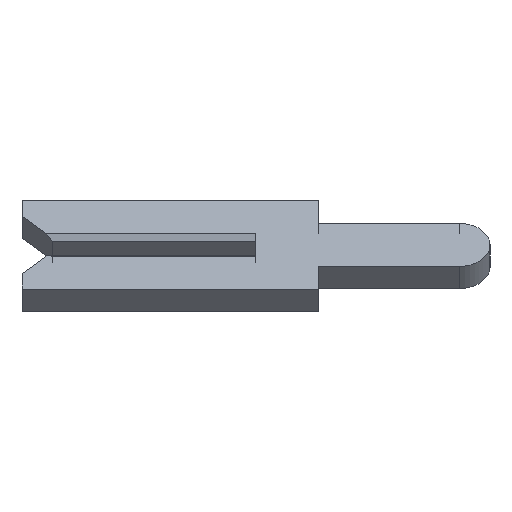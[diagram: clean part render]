
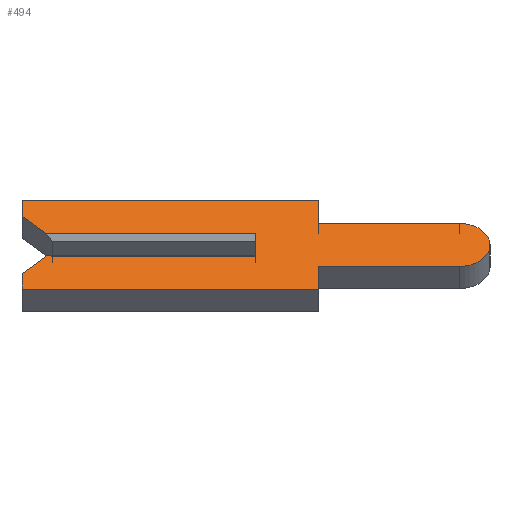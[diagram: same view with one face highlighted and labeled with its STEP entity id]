
A CAD part, left-side view. The second image highlights one B-rep face of the part: STEP entity #494.
In plain terms, the highlighted face is planar.
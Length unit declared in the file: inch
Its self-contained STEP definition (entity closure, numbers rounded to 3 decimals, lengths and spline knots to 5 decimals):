
#10 = CARTESIAN_POINT ( 'NONE',  ( -0.01, -0.1305, 0.0195 ) ) ;
#18 = DIRECTION ( 'NONE',  ( 0., 0., -1. ) ) ;
#22 = CARTESIAN_POINT ( 'NONE',  ( -0.01, 0.15, 0.04 ) ) ;
#28 = EDGE_CURVE ( 'NONE', #539, #1295, #42, .T. ) ;
#32 = CARTESIAN_POINT ( 'NONE',  ( -0.01, 0.134, -0.01 ) ) ;
#42 = LINE ( 'NONE', #989, #92 ) ;
#56 = EDGE_CURVE ( 'NONE', #152, #1786, #1262, .T. ) ;
#76 = VERTEX_POINT ( 'NONE', #1466 ) ;
#92 = VECTOR ( 'NONE', #401, 39.37008 ) ;
#113 = LINE ( 'NONE', #1670, #1031 ) ;
#116 = DIRECTION ( 'NONE',  ( 0., 0., 1. ) ) ;
#131 = EDGE_CURVE ( 'NONE', #1786, #1176, #877, .T. ) ;
#152 = VERTEX_POINT ( 'NONE', #267 ) ;
#162 = DIRECTION ( 'NONE',  ( 1., 0., 0. ) ) ;
#192 = CARTESIAN_POINT ( 'NONE',  ( -0.01, -0.04, 0.04 ) ) ;
#231 = EDGE_CURVE ( 'NONE', #1415, #927, #1318, .T. ) ;
#254 = EDGE_CURVE ( 'NONE', #585, #539, #1190, .T. ) ;
#267 = CARTESIAN_POINT ( 'NONE',  ( -0.01, 0.15, -0.04 ) ) ;
#372 = VECTOR ( 'NONE', #1443, 39.37008 ) ;
#379 = AXIS2_PLACEMENT_3D ( 'NONE', #1884, #984, #1791 ) ;
#392 = CARTESIAN_POINT ( 'NONE',  ( -0.01, -0.04, 0.0195 ) ) ;
#394 = EDGE_LOOP ( 'NONE', ( #1018, #418, #1770, #607, #1809, #1246, #566, #1829, #1218, #1349, #1297, #1127, #519, #1610 ) ) ;
#401 = DIRECTION ( 'NONE',  ( 0., 1., 0. ) ) ;
#410 = VECTOR ( 'NONE', #464, 39.37008 ) ;
#418 = ORIENTED_EDGE ( 'NONE', *, *, #742, .F. ) ;
#441 = VERTEX_POINT ( 'NONE', #1773 ) ;
#464 = DIRECTION ( 'NONE',  ( 0., -1., 0. ) ) ;
#465 = VERTEX_POINT ( 'NONE', #1641 ) ;
#472 = CARTESIAN_POINT ( 'NONE',  ( -0.01, -0.1305, -0.01 ) ) ;
#494 = ADVANCED_FACE ( 'NONE', ( #1880 ), #886, .F. ) ;
#509 = CARTESIAN_POINT ( 'NONE',  ( -0.01, 0.15, 0.026 ) ) ;
#513 = VERTEX_POINT ( 'NONE', #1625 ) ;
#516 = LINE ( 'NONE', #771, #1482 ) ;
#519 = ORIENTED_EDGE ( 'NONE', *, *, #231, .F. ) ;
#520 = VECTOR ( 'NONE', #584, 39.37008 ) ;
#539 = VERTEX_POINT ( 'NONE', #1489 ) ;
#566 = ORIENTED_EDGE ( 'NONE', *, *, #916, .F. ) ;
#584 = DIRECTION ( 'NONE',  ( 0., -1., 0. ) ) ;
#585 = VERTEX_POINT ( 'NONE', #10 ) ;
#596 = LINE ( 'NONE', #674, #1756 ) ;
#607 = ORIENTED_EDGE ( 'NONE', *, *, #131, .F. ) ;
#626 = DIRECTION ( 'NONE',  ( 0., -1., 0. ) ) ;
#638 = LINE ( 'NONE', #392, #1006 ) ;
#643 = EDGE_CURVE ( 'NONE', #465, #513, #1671, .T. ) ;
#667 = VECTOR ( 'NONE', #116, 39.37008 ) ;
#674 = CARTESIAN_POINT ( 'NONE',  ( -0.01, -0.04, 0.04 ) ) ;
#691 = DIRECTION ( 'NONE',  ( 0., -1., 0. ) ) ;
#717 = VERTEX_POINT ( 'NONE', #192 ) ;
#722 = CARTESIAN_POINT ( 'NONE',  ( -0.01, 0.15, 0.026 ) ) ;
#742 = EDGE_CURVE ( 'NONE', #441, #513, #516, .T. ) ;
#759 = LINE ( 'NONE', #1593, #851 ) ;
#771 = CARTESIAN_POINT ( 'NONE',  ( -0.01, 0., 0.0065 ) ) ;
#851 = VECTOR ( 'NONE', #1427, 39.37008 ) ;
#860 = DIRECTION ( 'NONE',  ( 0., -0.707, 0.707 ) ) ;
#861 = VERTEX_POINT ( 'NONE', #1054 ) ;
#877 = LINE ( 'NONE', #1611, #1106 ) ;
#886 = PLANE ( 'NONE',  #1620 ) ;
#916 = EDGE_CURVE ( 'NONE', #1295, #861, #113, .T. ) ;
#927 = VERTEX_POINT ( 'NONE', #22 ) ;
#933 = CARTESIAN_POINT ( 'NONE',  ( -0.01, -0.04, -0.0195 ) ) ;
#939 = LINE ( 'NONE', #472, #410 ) ;
#962 = CARTESIAN_POINT ( 'NONE',  ( -0.01, 0.15, -0.026 ) ) ;
#975 = EDGE_CURVE ( 'NONE', #927, #717, #1455, .T. ) ;
#984 = DIRECTION ( 'NONE',  ( 1., 0., 0. ) ) ;
#989 = CARTESIAN_POINT ( 'NONE',  ( -0.01, -0.04, -0.0195 ) ) ;
#1006 = VECTOR ( 'NONE', #691, 39.37008 ) ;
#1018 = ORIENTED_EDGE ( 'NONE', *, *, #643, .T. ) ;
#1031 = VECTOR ( 'NONE', #1353, 39.37008 ) ;
#1049 = VECTOR ( 'NONE', #626, 39.37008 ) ;
#1054 = CARTESIAN_POINT ( 'NONE',  ( -0.01, -0.04, -0.04 ) ) ;
#1095 = EDGE_CURVE ( 'NONE', #1176, #441, #939, .T. ) ;
#1106 = VECTOR ( 'NONE', #860, 39.37008 ) ;
#1127 = ORIENTED_EDGE ( 'NONE', *, *, #975, .F. ) ;
#1133 = DIRECTION ( 'NONE',  ( 0., 0., -1. ) ) ;
#1176 = VERTEX_POINT ( 'NONE', #32 ) ;
#1190 = CIRCLE ( 'NONE', #379, 0.0195 ) ;
#1212 = VECTOR ( 'NONE', #1598, 39.37008 ) ;
#1215 = DIRECTION ( 'NONE',  ( 0., 0., 1. ) ) ;
#1218 = ORIENTED_EDGE ( 'NONE', *, *, #254, .F. ) ;
#1246 = ORIENTED_EDGE ( 'NONE', *, *, #1776, .F. ) ;
#1262 = LINE ( 'NONE', #1435, #1212 ) ;
#1279 = CARTESIAN_POINT ( 'NONE',  ( -0.01, 0.15, -0.04 ) ) ;
#1295 = VERTEX_POINT ( 'NONE', #933 ) ;
#1297 = ORIENTED_EDGE ( 'NONE', *, *, #1626, .F. ) ;
#1318 = LINE ( 'NONE', #722, #667 ) ;
#1344 = CARTESIAN_POINT ( 'NONE',  ( -0.01, -0.1305, 0. ) ) ;
#1349 = ORIENTED_EDGE ( 'NONE', *, *, #1540, .F. ) ;
#1353 = DIRECTION ( 'NONE',  ( 0., 0., -1. ) ) ;
#1415 = VERTEX_POINT ( 'NONE', #509 ) ;
#1427 = DIRECTION ( 'NONE',  ( 0., 0.707, 0.707 ) ) ;
#1435 = CARTESIAN_POINT ( 'NONE',  ( -0.01, 0.15, -0.026 ) ) ;
#1443 = DIRECTION ( 'NONE',  ( 0., 1., 0. ) ) ;
#1455 = LINE ( 'NONE', #1520, #1049 ) ;
#1466 = CARTESIAN_POINT ( 'NONE',  ( -0.01, -0.04, 0.0195 ) ) ;
#1471 = CARTESIAN_POINT ( 'NONE',  ( -0.01, 0.15, 0.01 ) ) ;
#1482 = VECTOR ( 'NONE', #1215, 39.37008 ) ;
#1489 = CARTESIAN_POINT ( 'NONE',  ( -0.01, -0.1305, -0.0195 ) ) ;
#1520 = CARTESIAN_POINT ( 'NONE',  ( -0.01, 0.15, 0.04 ) ) ;
#1540 = EDGE_CURVE ( 'NONE', #76, #585, #638, .T. ) ;
#1593 = CARTESIAN_POINT ( 'NONE',  ( -0.01, 0.1305, 0.0065 ) ) ;
#1598 = DIRECTION ( 'NONE',  ( 0., 0., 1. ) ) ;
#1600 = LINE ( 'NONE', #1279, #372 ) ;
#1610 = ORIENTED_EDGE ( 'NONE', *, *, #1750, .F. ) ;
#1611 = CARTESIAN_POINT ( 'NONE',  ( -0.01, 0.1305, -0.0065 ) ) ;
#1620 = AXIS2_PLACEMENT_3D ( 'NONE', #1344, #162, #18 ) ;
#1625 = CARTESIAN_POINT ( 'NONE',  ( -0.01, 0., 0.01 ) ) ;
#1626 = EDGE_CURVE ( 'NONE', #717, #76, #596, .T. ) ;
#1641 = CARTESIAN_POINT ( 'NONE',  ( -0.01, 0.134, 0.01 ) ) ;
#1670 = CARTESIAN_POINT ( 'NONE',  ( -0.01, -0.04, -0.04 ) ) ;
#1671 = LINE ( 'NONE', #1471, #520 ) ;
#1750 = EDGE_CURVE ( 'NONE', #465, #1415, #759, .T. ) ;
#1756 = VECTOR ( 'NONE', #1133, 39.37008 ) ;
#1770 = ORIENTED_EDGE ( 'NONE', *, *, #1095, .F. ) ;
#1773 = CARTESIAN_POINT ( 'NONE',  ( -0.01, 0., -0.01 ) ) ;
#1776 = EDGE_CURVE ( 'NONE', #861, #152, #1600, .T. ) ;
#1786 = VERTEX_POINT ( 'NONE', #962 ) ;
#1791 = DIRECTION ( 'NONE',  ( 0., 0., -1. ) ) ;
#1809 = ORIENTED_EDGE ( 'NONE', *, *, #56, .F. ) ;
#1829 = ORIENTED_EDGE ( 'NONE', *, *, #28, .F. ) ;
#1880 = FACE_OUTER_BOUND ( 'NONE', #394, .T. ) ;
#1884 = CARTESIAN_POINT ( 'NONE',  ( -0.01, -0.1305, 0. ) ) ;
